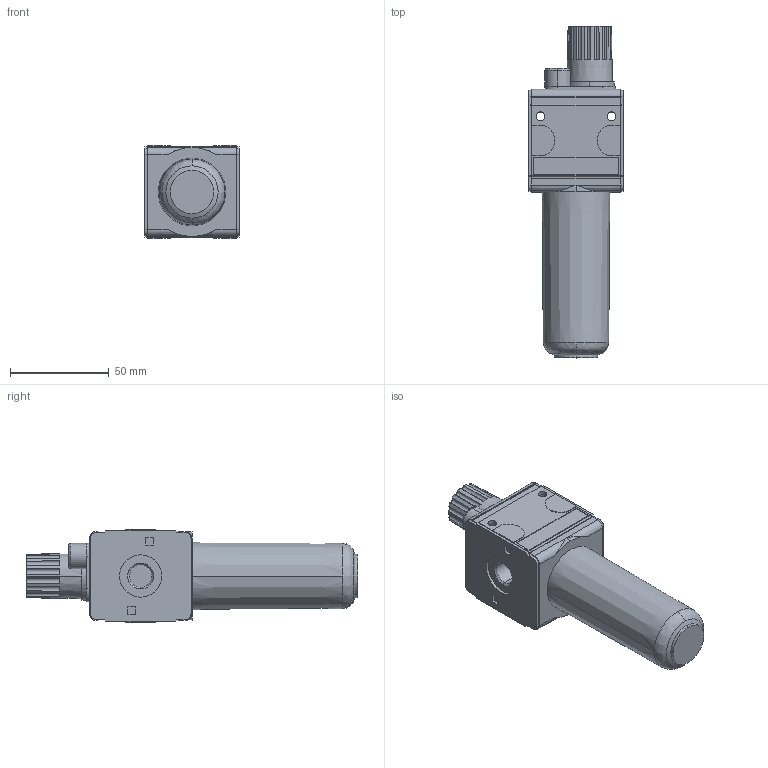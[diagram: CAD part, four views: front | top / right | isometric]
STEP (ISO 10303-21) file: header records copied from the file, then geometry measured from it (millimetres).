
FILE_DESCRIPTION (( 'STEP AP214' ), '1' );
FILE_NAME ('KN-L11.STEP', '2018-08-30T11:28:19', ( '' ), ( '' ), 'SwSTEP 2.0', 'SolidWorks 2018', '' );
FILE_SCHEMA (( 'AUTOMOTIVE_DESIGN' ));
Length unit declared in the file: millimetre
Products named in the file (1): KN-L11
Bounding box: 47.8 x 168 x 47 mm (x, y, z)
Volume: 195294.8 mm3; surface area: 30003.8 mm2
Topology: 2 solids, 2 shells, 241 faces, 615 edges, 405 vertices
Faces by surface type: plane 141, cylinder 77, cone 18, bspline 5
Entity records: 10159 total; most frequent: CARTESIAN_POINT 1496, DIRECTION 1262, ORIENTED_EDGE 1230, EDGE_CURVE 615, AXIS2_PLACEMENT_3D 447, VERTEX_POINT 405, VECTOR 368, LINE 368
